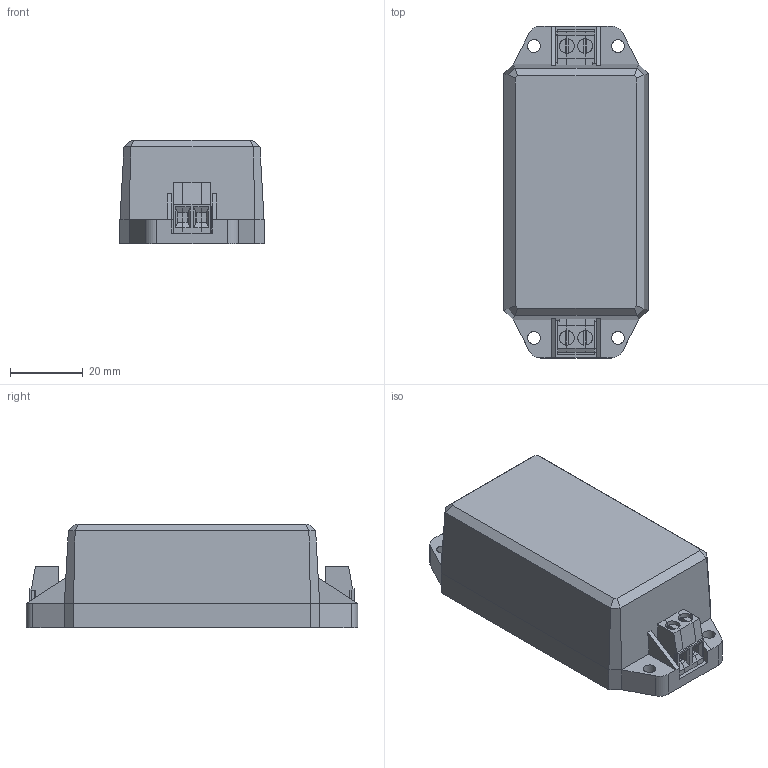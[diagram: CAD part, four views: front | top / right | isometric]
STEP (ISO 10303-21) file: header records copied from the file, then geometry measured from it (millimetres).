
FILE_DESCRIPTION(/* description */ (''),/* implementation_level */ '2;1');
FILE_NAME(/* name */ 'IRM-30-xxST',/* time_stamp */ '2018-11-27T21:40:40+01:00',/* author */ (''),/* organization */ (''),/* preprocessor_version */ 'ST-DEVELOPER v16.5',/* originating_system */ '',/* authorisation */ '');
FILE_SCHEMA (('AUTOMOTIVE_DESIGN'));
Length unit declared in the file: millimetre
Products named in the file (1): Document
Bounding box: 39.5 x 91 x 28.5 mm (x, y, z)
Volume: 78424.2 mm3; surface area: 14920.4 mm2
Topology: 1 solids, 11 shells, 300 faces, 830 edges, 532 vertices
Faces by surface type: plane 260, bspline 40
Entity records: 8788 total; most frequent: CARTESIAN_POINT 3375, ORIENTED_EDGE 1508, EDGE_CURVE 830, B_SPLINE_CURVE_WITH_KNOTS 694, VERTEX_POINT 532, EDGE_LOOP 308, ADVANCED_FACE 300, FACE_OUTER_BOUND 300
